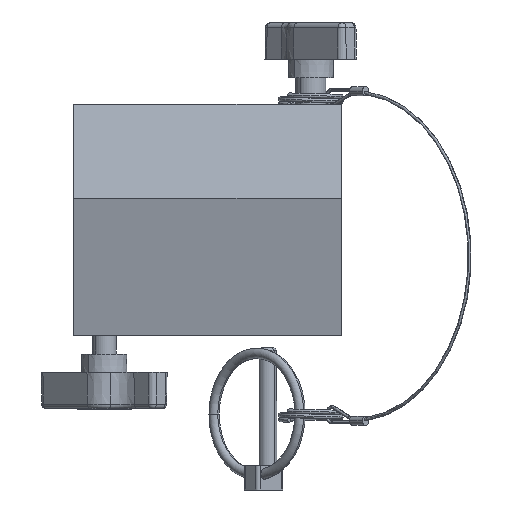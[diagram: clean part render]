
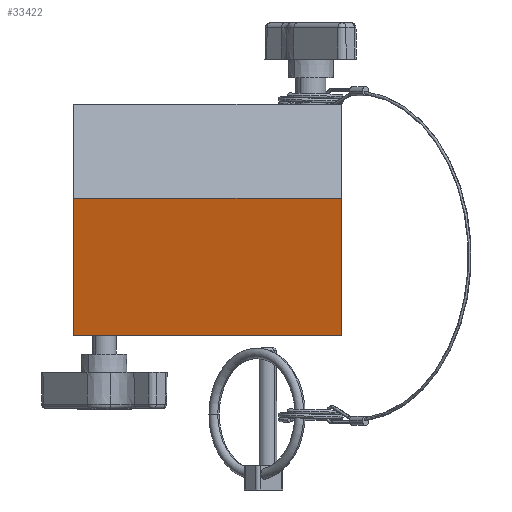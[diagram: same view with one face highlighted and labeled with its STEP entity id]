
A CAD part, left-side view. The second image highlights one B-rep face of the part: STEP entity #33422.
In plain terms, the highlighted planar face has unit normal (-0.976, 0, -0.217).
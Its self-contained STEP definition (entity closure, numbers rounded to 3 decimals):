
#361 = VECTOR ( 'NONE', #13066, 1000. ) ;
#2326 = ORIENTED_EDGE ( 'NONE', *, *, #26694, .T. ) ;
#4902 = LINE ( 'NONE', #24156, #28340 ) ;
#4999 = CARTESIAN_POINT ( 'NONE',  ( 10., 0., -38. ) ) ;
#5834 = EDGE_LOOP ( 'NONE', ( #29733, #24691, #22219, #2326 ) ) ;
#5955 = FACE_OUTER_BOUND ( 'NONE', #5834, .T. ) ;
#6037 = DIRECTION ( 'NONE',  ( 0.976, 0., 0.217 ) ) ;
#7559 = LINE ( 'NONE', #21380, #12492 ) ;
#10552 = DIRECTION ( 'NONE',  ( 0.217, 0., -0.976 ) ) ;
#10805 = VECTOR ( 'NONE', #10552, 1000. ) ;
#11207 = LINE ( 'NONE', #15831, #10805 ) ;
#11510 = CARTESIAN_POINT ( 'NONE',  ( 0., 88., 7. ) ) ;
#12492 = VECTOR ( 'NONE', #21042, 1000. ) ;
#13066 = DIRECTION ( 'NONE',  ( 0., 1., 0. ) ) ;
#13693 = DIRECTION ( 'NONE',  ( -0.217, 0., 0.976 ) ) ;
#14345 = CARTESIAN_POINT ( 'NONE',  ( 0., 88., 7. ) ) ;
#15831 = CARTESIAN_POINT ( 'NONE',  ( 0., 0., 7. ) ) ;
#18169 = VERTEX_POINT ( 'NONE', #4999 ) ;
#18875 = EDGE_CURVE ( 'NONE', #29915, #18169, #11207, .T. ) ;
#19229 = LINE ( 'NONE', #28820, #361 ) ;
#21042 = DIRECTION ( 'NONE',  ( 0., 1., 0. ) ) ;
#21380 = CARTESIAN_POINT ( 'NONE',  ( 0., 88., 7. ) ) ;
#22219 = ORIENTED_EDGE ( 'NONE', *, *, #18875, .F. ) ;
#22676 = VERTEX_POINT ( 'NONE', #14345 ) ;
#22939 = CARTESIAN_POINT ( 'NONE',  ( 10., 88., -38. ) ) ;
#24156 = CARTESIAN_POINT ( 'NONE',  ( 0., 88., 7. ) ) ;
#24691 = ORIENTED_EDGE ( 'NONE', *, *, #29907, .F. ) ;
#25934 = CARTESIAN_POINT ( 'NONE',  ( 0., 0., 7. ) ) ;
#26694 = EDGE_CURVE ( 'NONE', #29915, #22676, #7559, .T. ) ;
#27258 = PLANE ( 'NONE',  #27433 ) ;
#27433 = AXIS2_PLACEMENT_3D ( 'NONE', #11510, #6037, #32541 ) ;
#28340 = VECTOR ( 'NONE', #13693, 1000. ) ;
#28820 = CARTESIAN_POINT ( 'NONE',  ( 10., 75.9, -38. ) ) ;
#29126 = EDGE_CURVE ( 'NONE', #29831, #22676, #4902, .T. ) ;
#29733 = ORIENTED_EDGE ( 'NONE', *, *, #29126, .F. ) ;
#29831 = VERTEX_POINT ( 'NONE', #22939 ) ;
#29907 = EDGE_CURVE ( 'NONE', #18169, #29831, #19229, .T. ) ;
#29915 = VERTEX_POINT ( 'NONE', #25934 ) ;
#32541 = DIRECTION ( 'NONE',  ( 0.217, 0., -0.976 ) ) ;
#33422 = ADVANCED_FACE ( 'NONE', ( #5955 ), #27258, .F. ) ;
